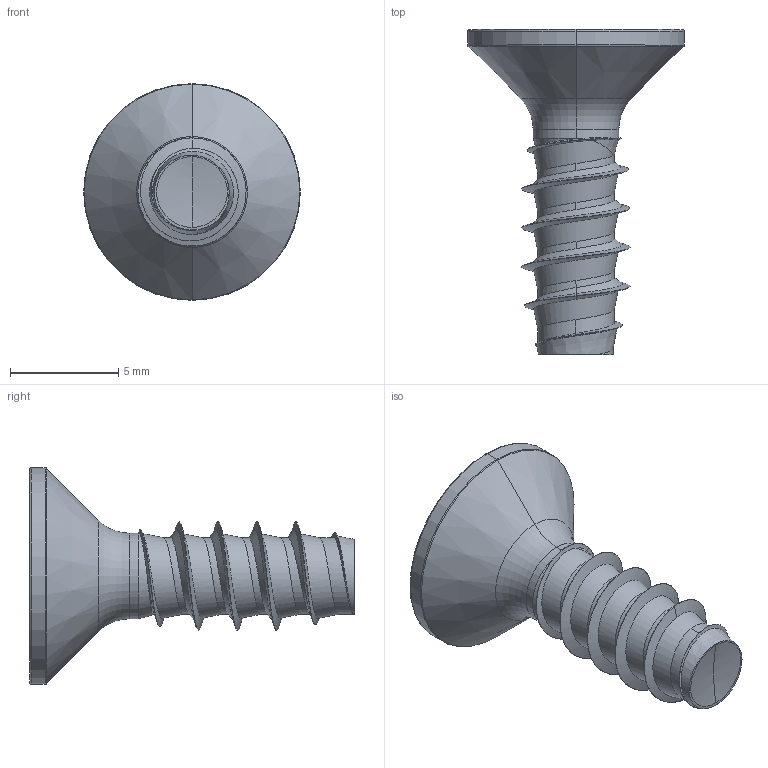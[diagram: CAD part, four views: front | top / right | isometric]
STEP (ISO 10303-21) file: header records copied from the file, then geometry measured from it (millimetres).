
FILE_DESCRIPTION (( 'STEP AP203' ), '1' );
FILE_NAME ('STP330500150.STEP', '2017-08-15T16:41:40', ( '' ), ( '' ), 'SwSTEP 2.0', 'SolidWorks 2015', '' );
FILE_SCHEMA (( 'CONFIG_CONTROL_DESIGN' ));
Length unit declared in the file: millimetre
Products named in the file (1): STP330500150
Bounding box: 10 x 15 x 10 mm (x, y, z)
Volume: 300.2 mm3; surface area: 420 mm2
Topology: 1 solids, 1 shells, 171 faces, 382 edges, 213 vertices
Faces by surface type: cylinder 56, bspline 51, sphere 26, plane 22, cone 10, torus 6
Entity records: 16860 total; most frequent: CARTESIAN_POINT 13426, ORIENTED_EDGE 760, DIRECTION 630, EDGE_CURVE 380, AXIS2_PLACEMENT_3D 260, VERTEX_POINT 213, EDGE_LOOP 173, ADVANCED_FACE 171
